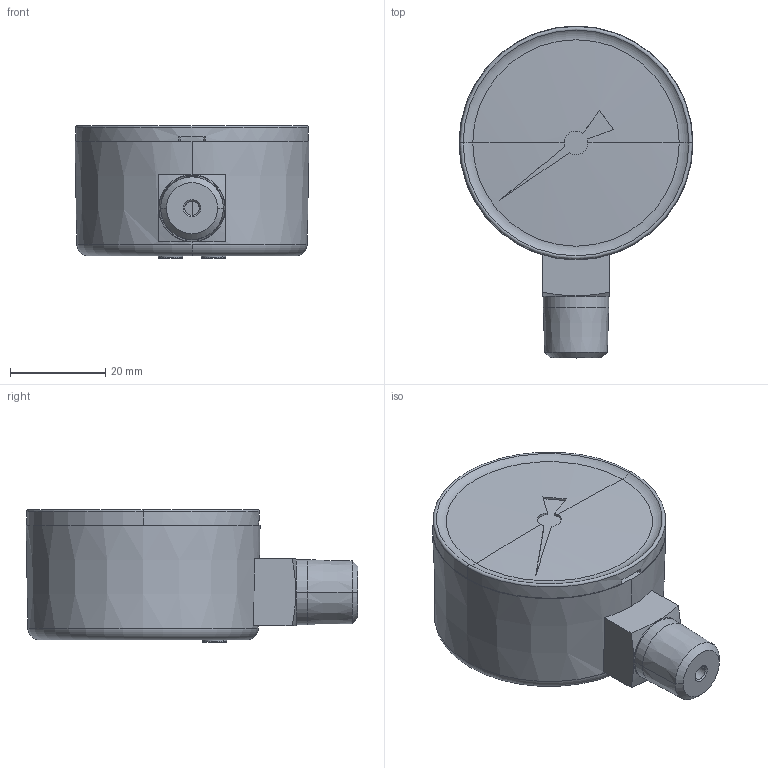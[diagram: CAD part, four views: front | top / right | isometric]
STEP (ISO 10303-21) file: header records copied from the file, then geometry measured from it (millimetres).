
FILE_DESCRIPTION (( 'STEP AP203' ), '1' );
FILE_NAME ('76249848.step', '2025-11-04T21:27:31', ( '' ), ( '' ), 'SwSTEP 2.0', 'SolidWorks 2024', '' );
FILE_SCHEMA (( 'CONFIG_CONTROL_DESIGN' ));
Length unit declared in the file: inch
Products named in the file (1): 76249848
Bounding box: 49.01 x 69.5 x 27.8 mm (x, y, z)
Volume: 51698.8 mm3; surface area: 13835.9 mm2
Topology: 4 solids, 4 shells, 156 faces, 400 edges, 254 vertices
Faces by surface type: plane 62, cylinder 50, cone 26, torus 14, sphere 4
Entity records: 5028 total; most frequent: CARTESIAN_POINT 1173, DIRECTION 813, ORIENTED_EDGE 792, EDGE_CURVE 396, AXIS2_PLACEMENT_3D 334, VERTEX_POINT 254, CIRCLE 177, EDGE_LOOP 162
